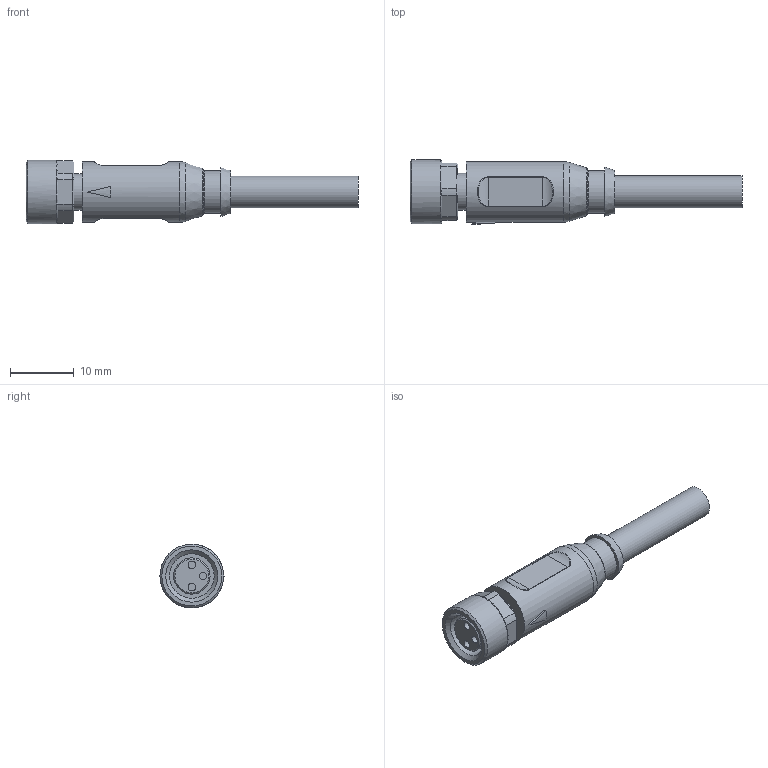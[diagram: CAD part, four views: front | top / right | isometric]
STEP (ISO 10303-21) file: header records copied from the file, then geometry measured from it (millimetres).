
FILE_DESCRIPTION(('M8-Buchse'),'2;1');
FILE_NAME('M8-Buchse 3pol gerade neu.stp','2011-08-02T10:09:15',('Murrelektronik GmbH Bachgasse 3 09366 Stollberg'),('Werk Stollberg'),'Autodesk Inventor 2011','Autodesk Inventor 2011','');
FILE_SCHEMA(('AUTOMOTIVE_DESIGN { 1 0 10303 214 1 1 1 1 }'));
Length unit declared in the file: millimetre
Products named in the file (1): Bauteil1
Bounding box: 52.1 x 10.05 x 10 mm (x, y, z)
Volume: 2294.9 mm3; surface area: 1714.6 mm2
Topology: 1 solids, 1 shells, 79 faces, 168 edges, 103 vertices
Faces by surface type: plane 33, cylinder 25, cone 11, bspline 7, torus 3
Full cylindrical faces by diameter (mm): 1.2 x3, 5 x1, 5.7 x1, 5.8 x1, 6.7 x1, 7 x1, 9.5 x1, 10 x1
Entity records: 2405 total; most frequent: CARTESIAN_POINT 826, DIRECTION 315, ORIENTED_EDGE 288, EDGE_CURVE 144, AXIS2_PLACEMENT_3D 135, EDGE_LOOP 111, VERTEX_POINT 99, FACE_OUTER_BOUND 79
